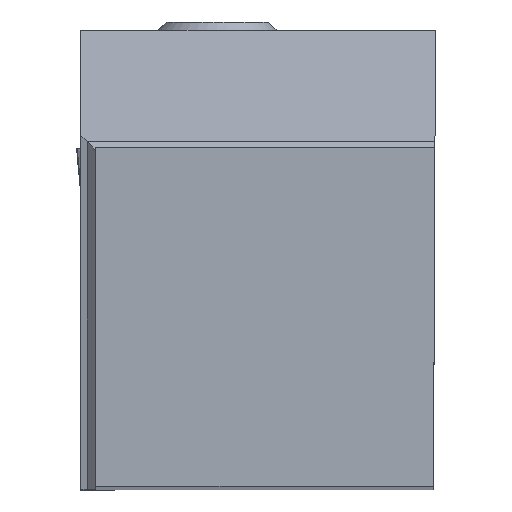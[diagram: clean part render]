
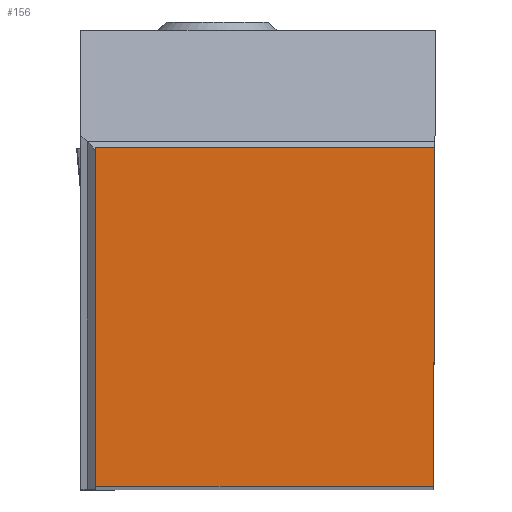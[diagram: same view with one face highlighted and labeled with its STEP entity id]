
A CAD part, top view. The second image highlights one B-rep face of the part: STEP entity #156.
In plain terms, the highlighted planar face has unit normal (0, 0, 1).
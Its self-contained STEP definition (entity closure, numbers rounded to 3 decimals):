
#156=ADVANCED_FACE('BLANK_BOXF006',(#259),#204,.F.);
#204=PLANE('',#1277);
#259=FACE_OUTER_BOUND('',#316,.T.);
#316=EDGE_LOOP('',(#561,#562,#563,#564));
#561=ORIENTED_EDGE('',*,*,#871,.F.);
#562=ORIENTED_EDGE('',*,*,#861,.F.);
#563=ORIENTED_EDGE('',*,*,#870,.F.);
#564=ORIENTED_EDGE('',*,*,#872,.F.);
#725=VERTEX_POINT('',#2012);
#726=VERTEX_POINT('',#2014);
#731=VERTEX_POINT('',#2029);
#732=VERTEX_POINT('',#2033);
#861=EDGE_CURVE('',#725,#726,#988,.T.);
#870=EDGE_CURVE('',#731,#725,#997,.T.);
#871=EDGE_CURVE('',#726,#732,#998,.T.);
#872=EDGE_CURVE('',#732,#731,#999,.T.);
#988=LINE('',#2013,#1118);
#997=LINE('',#2030,#1127);
#998=LINE('',#2032,#1128);
#999=LINE('',#2034,#1129);
#1118=VECTOR('',#1491,1.);
#1127=VECTOR('',#1504,1.);
#1128=VECTOR('',#1507,1.);
#1129=VECTOR('',#1508,1.);
#1277=AXIS2_PLACEMENT_3D('',#2035,#1509,#1510);
#1491=DIRECTION('',(-1.,0.,0.));
#1504=DIRECTION('',(-0.004,-1.,0.));
#1507=DIRECTION('',(0.,1.,0.));
#1508=DIRECTION('',(1.,0.,0.));
#1509=DIRECTION('',(0.,0.,-1.));
#1510=DIRECTION('',(0.,-1.,0.));
#2012=CARTESIAN_POINT('',(-0.087,0.,0.));
#2013=CARTESIAN_POINT('',(125.55,0.,0.));
#2014=CARTESIAN_POINT('',(-19.875,0.,0.));
#2029=CARTESIAN_POINT('',(0.,19.875,0.));
#2030=CARTESIAN_POINT('',(0.461,125.549,0.));
#2032=CARTESIAN_POINT('',(-19.875,-125.55,0.));
#2033=CARTESIAN_POINT('',(-19.875,19.875,0.));
#2034=CARTESIAN_POINT('',(-125.55,19.875,0.));
#2035=CARTESIAN_POINT('',(-20.75,-5.,0.));
